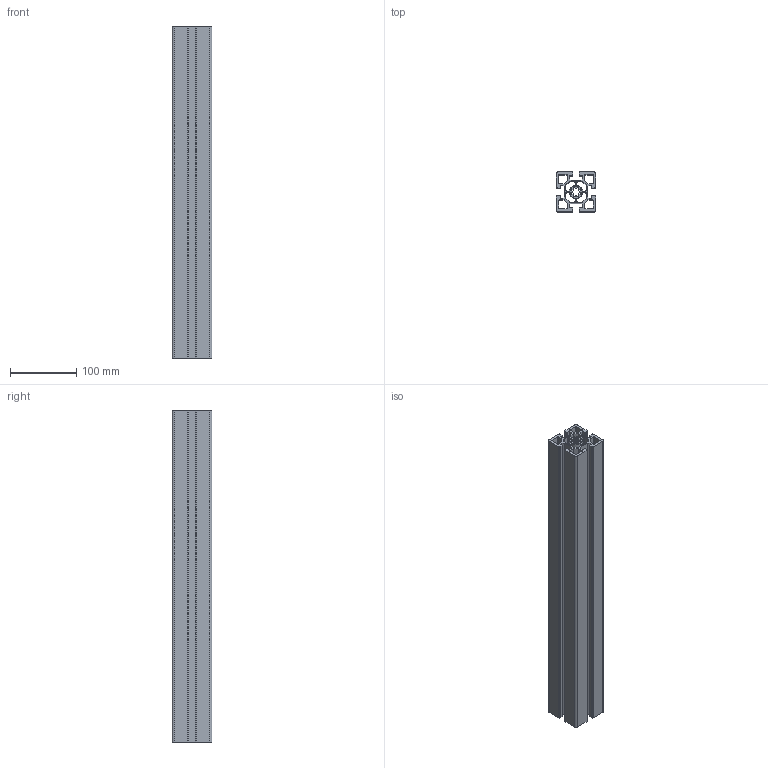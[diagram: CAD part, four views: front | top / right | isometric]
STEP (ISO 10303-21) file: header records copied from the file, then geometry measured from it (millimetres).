
FILE_DESCRIPTION (( 'STEP AP203' ), '1' );
FILE_NAME ('10 60X60 H.STEP', '2012-06-01T08:12:31', ( 'alle' ), ( 'Hewlett-Packard Company' ), 'SwSTEP 2.0', 'SolidWorks 2011', '' );
FILE_SCHEMA (( 'CONFIG_CONTROL_DESIGN' ));
Length unit declared in the file: millimetre
Products named in the file (1): M ATP B10 6060
Bounding box: 60 x 60 x 500 mm (x, y, z)
Volume: 715262.1 mm3; surface area: 445761.6 mm2
Topology: 1 solids, 1 shells, 243 faces, 723 edges, 482 vertices
Faces by surface type: cylinder 125, plane 118
Entity records: 8340 total; most frequent: DIRECTION 1461, CARTESIAN_POINT 1449, ORIENTED_EDGE 1446, EDGE_CURVE 723, AXIS2_PLACEMENT_3D 494, VERTEX_POINT 482, VECTOR 473, LINE 473
